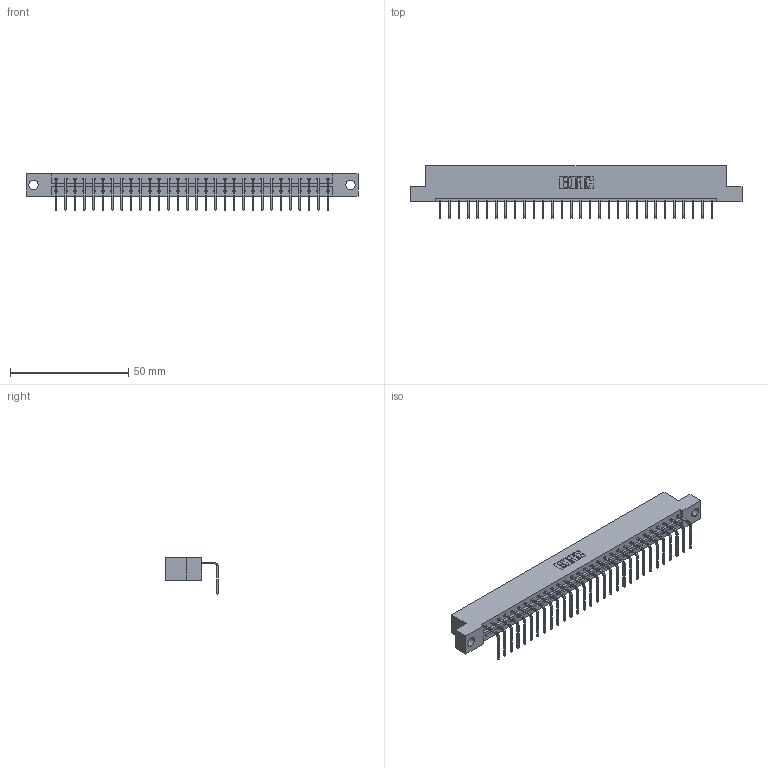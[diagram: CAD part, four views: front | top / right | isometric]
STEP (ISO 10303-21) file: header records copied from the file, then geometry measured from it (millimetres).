
FILE_DESCRIPTION (( 'STEP AP203' ), '1' );
FILE_NAME ('333-030-558-104.STEP', '2018-08-02T18:52:45', ( '' ), ( '' ), 'SwSTEP 2.0', 'SolidWorks 2016', '' );
FILE_SCHEMA (( 'CONFIG_CONTROL_DESIGN' ));
Length unit declared in the file: inch
Products named in the file (3): 333 Part_Flush - .156 Dia - TH; 345-292-001_558 Tail - 2; 333-030-558-104
Assembly tree (31 placements, depth 2):
  333-030-558-104
    333 Part_Flush - .156 Dia - TH
    345-292-001_558 Tail - 2  x30
Bounding box: 140.41 x 22.17 x 15.37 mm (x, y, z)
Volume: 14038.2 mm3; surface area: 15518.9 mm2
Topology: 31 solids, 31 shells, 1914 faces, 5771 edges, 3806 vertices
Faces by surface type: plane 1390, cylinder 524
Entity records: 19979 total; most frequent: CARTESIAN_POINT 3456, ORIENTED_EDGE 3422, DIRECTION 2939, EDGE_CURVE 1711, LINE 1583, VECTOR 1583, VERTEX_POINT 1138, AXIS2_PLACEMENT_3D 678
